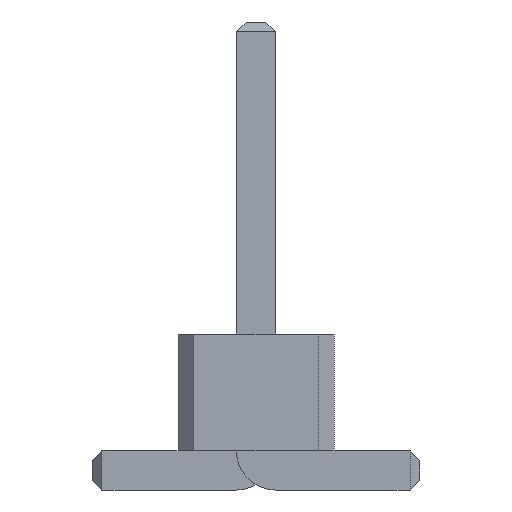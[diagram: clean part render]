
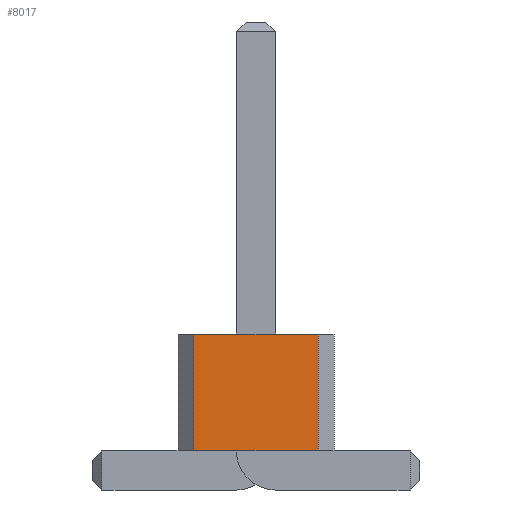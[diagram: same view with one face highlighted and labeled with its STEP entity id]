
A CAD part, front view. The second image highlights one B-rep face of the part: STEP entity #8017.
In plain terms, the highlighted planar face has unit normal (0, -1, 0).
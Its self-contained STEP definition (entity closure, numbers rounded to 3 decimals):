
#1478 = VERTEX_POINT('',#1479);
#1479 = CARTESIAN_POINT('',(0.8,-28.,0.5));
#1485 = EDGE_CURVE('',#1486,#1478,#1488,.T.);
#1486 = VERTEX_POINT('',#1487);
#1487 = CARTESIAN_POINT('',(-0.8,-28.,0.5));
#1488 = LINE('',#1489,#1490);
#1489 = CARTESIAN_POINT('',(-0.8,-28.,0.5));
#1490 = VECTOR('',#1491,1.);
#1491 = DIRECTION('',(1.,0.,0.));
#3486 = VERTEX_POINT('',#3487);
#3487 = CARTESIAN_POINT('',(0.8,-28.,2.));
#3493 = EDGE_CURVE('',#3494,#3486,#3496,.T.);
#3494 = VERTEX_POINT('',#3495);
#3495 = CARTESIAN_POINT('',(-0.8,-28.,2.));
#3496 = LINE('',#3497,#3498);
#3497 = CARTESIAN_POINT('',(-0.8,-28.,2.));
#3498 = VECTOR('',#3499,1.);
#3499 = DIRECTION('',(1.,0.,0.));
#8006 = EDGE_CURVE('',#1486,#3494,#8007,.T.);
#8007 = LINE('',#8008,#8009);
#8008 = CARTESIAN_POINT('',(-0.8,-28.,0.5));
#8009 = VECTOR('',#8010,1.);
#8010 = DIRECTION('',(0.,0.,1.));
#8017 = ADVANCED_FACE('',(#8018),#8029,.F.);
#8018 = FACE_BOUND('',#8019,.F.);
#8019 = EDGE_LOOP('',(#8020,#8021,#8022,#8028));
#8020 = ORIENTED_EDGE('',*,*,#8006,.T.);
#8021 = ORIENTED_EDGE('',*,*,#3493,.T.);
#8022 = ORIENTED_EDGE('',*,*,#8023,.F.);
#8023 = EDGE_CURVE('',#1478,#3486,#8024,.T.);
#8024 = LINE('',#8025,#8026);
#8025 = CARTESIAN_POINT('',(0.8,-28.,0.5));
#8026 = VECTOR('',#8027,1.);
#8027 = DIRECTION('',(0.,0.,1.));
#8028 = ORIENTED_EDGE('',*,*,#1485,.F.);
#8029 = PLANE('',#8030);
#8030 = AXIS2_PLACEMENT_3D('',#8031,#8032,#8033);
#8031 = CARTESIAN_POINT('',(-0.8,-28.,0.5));
#8032 = DIRECTION('',(0.,1.,0.));
#8033 = DIRECTION('',(1.,0.,0.));
